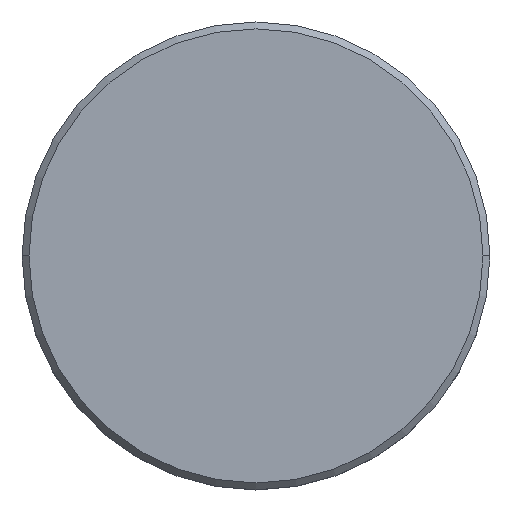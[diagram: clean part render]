
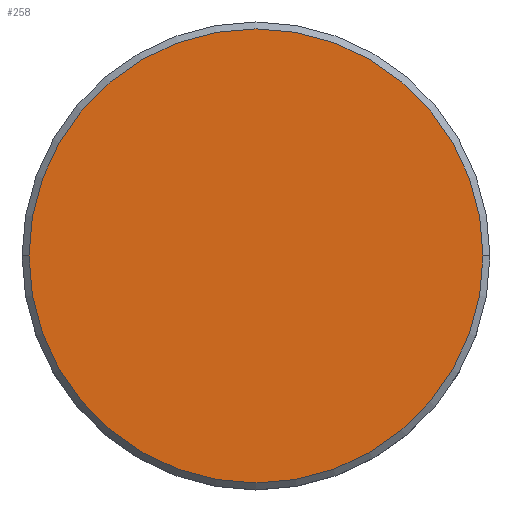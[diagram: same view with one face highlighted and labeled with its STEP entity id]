
A CAD part, top view. The second image highlights one B-rep face of the part: STEP entity #258.
In plain terms, the highlighted planar face has unit normal (0, 0, 1).
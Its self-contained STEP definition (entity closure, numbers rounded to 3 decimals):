
#129 = CARTESIAN_POINT ( 'NONE',  ( 0., 0., 0. ) ) ;
#157 = AXIS2_PLACEMENT_3D ( 'NONE', #176, #606, #1011 ) ;
#176 = CARTESIAN_POINT ( 'NONE',  ( 0., 0., 0. ) ) ;
#178 = AXIS2_PLACEMENT_3D ( 'NONE', #129, #658, #1026 ) ;
#203 = VERTEX_POINT ( 'NONE', #543 ) ;
#258 = ADVANCED_FACE ( 'NONE', ( #833 ), #755, .T. ) ;
#388 = EDGE_LOOP ( 'NONE', ( #616, #1143 ) ) ;
#458 = CARTESIAN_POINT ( 'NONE',  ( 16.5, 0., 0. ) ) ;
#543 = CARTESIAN_POINT ( 'NONE',  ( -16.5, 0., 0. ) ) ;
#553 = EDGE_CURVE ( 'NONE', #567, #203, #758, .T. ) ;
#567 = VERTEX_POINT ( 'NONE', #458 ) ;
#606 = DIRECTION ( 'NONE',  ( 0., 0., 1. ) ) ;
#616 = ORIENTED_EDGE ( 'NONE', *, *, #1118, .T. ) ;
#658 = DIRECTION ( 'NONE',  ( 0., 0., 1. ) ) ;
#666 = DIRECTION ( 'NONE',  ( 0., 0., 1. ) ) ;
#742 = CARTESIAN_POINT ( 'NONE',  ( 0., 0., 0. ) ) ;
#755 = PLANE ( 'NONE',  #178 ) ;
#758 = CIRCLE ( 'NONE', #157, 16.5 ) ;
#833 = FACE_OUTER_BOUND ( 'NONE', #388, .T. ) ;
#1011 = DIRECTION ( 'NONE',  ( 1., 0., 0. ) ) ;
#1026 = DIRECTION ( 'NONE',  ( 1., 0., 0. ) ) ;
#1116 = CIRCLE ( 'NONE', #1134, 16.5 ) ;
#1118 = EDGE_CURVE ( 'NONE', #203, #567, #1116, .T. ) ;
#1122 = DIRECTION ( 'NONE',  ( 1., 0., 0. ) ) ;
#1134 = AXIS2_PLACEMENT_3D ( 'NONE', #742, #666, #1122 ) ;
#1143 = ORIENTED_EDGE ( 'NONE', *, *, #553, .T. ) ;
